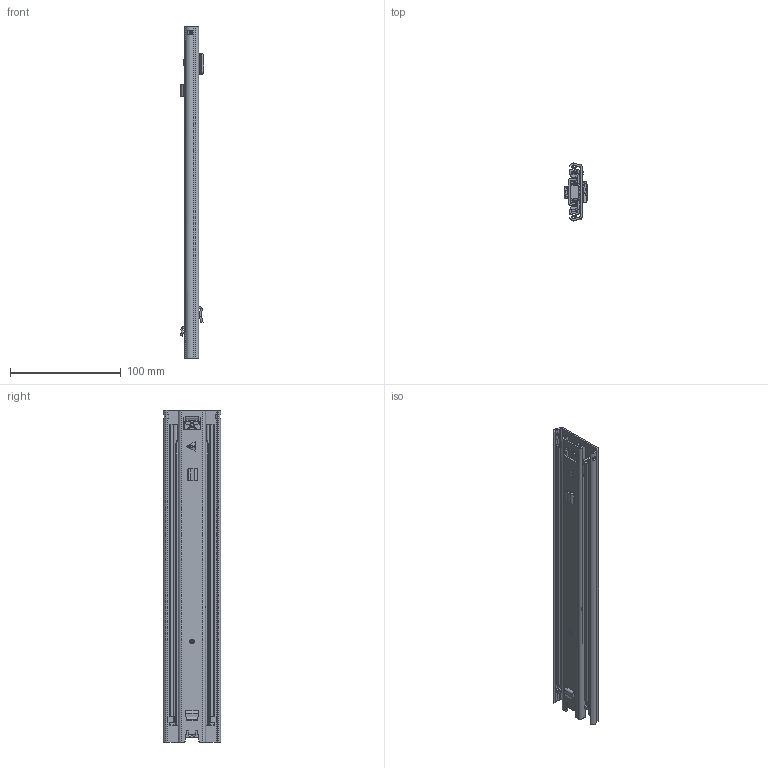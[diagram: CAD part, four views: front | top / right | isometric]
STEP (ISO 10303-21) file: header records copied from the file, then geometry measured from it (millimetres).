
FILE_DESCRIPTION (( 'STEP AP214' ), '1' );
FILE_NAME ('FR_5210_SMT.0300mm_12inch_0,9_closed_right.STEP', '2022-10-25T12:29:18', ( '' ), ( '' ), 'SwSTEP 2.0', 'SolidWorks 2020', '' );
FILE_SCHEMA (( 'AUTOMOTIVE_DESIGN' ));
Length unit declared in the file: millimetre
Products named in the file (12): FR5210 TRIGGER; FR5210 MIDDLE STOP; 5210.XXX-02.T102_NL  300; FR_5210_SMT.0300mm_12inch_0,9_closed_right; 5210 MIDDLE RIVET; 5210.XXX-01.T102 RIGHT_NL  300; 5210.XXX-03.T102 RIGHT_NL  300; FR5210 DETENT; 5210 RIVET; 5210.XXX-02.0000_NL  300
Assembly tree (11 placements, depth 3):
  FR_5210_SMT.0300mm_12inch_0,9_closed_right
    5210.XXX-01.T102 RIGHT_NL  300
      5210.XXX-01.T102 RIGHT_NL  300
      FR5210 DETENT
    5210.XXX-03.T102 RIGHT_NL  300
      5210.XXX-03.T102 RIGHT_NL  300
      FR5210 TRIGGER
      5210 RIVET
    5210.XXX-02.T102_NL  300
      5210.XXX-02.0000_NL  300
      FR5210 MIDDLE STOP
      5210 MIDDLE RIVET
Bounding box: 21.05 x 51.89 x 300 mm (x, y, z)
Volume: 87013.8 mm3; surface area: 108586.2 mm2
Topology: 8 solids, 8 shells, 907 faces, 2326 edges, 1424 vertices
Faces by surface type: plane 461, cylinder 352, bspline 58, torus 30, cone 6
Entity records: 29860 total; most frequent: CARTESIAN_POINT 7929, ORIENTED_EDGE 4642, DIRECTION 4349, EDGE_CURVE 2321, AXIS2_PLACEMENT_3D 1496, VERTEX_POINT 1425, VECTOR 1357, LINE 1357
